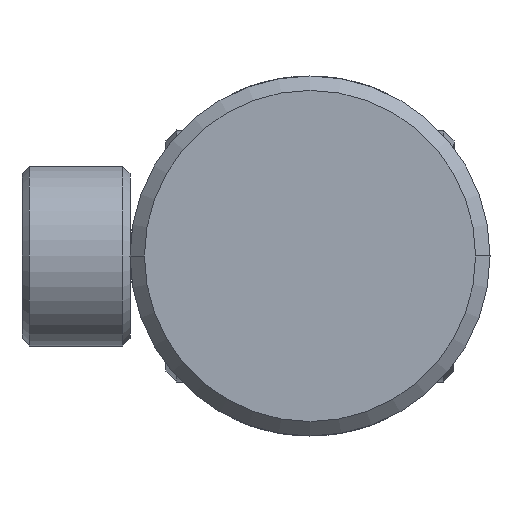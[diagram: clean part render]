
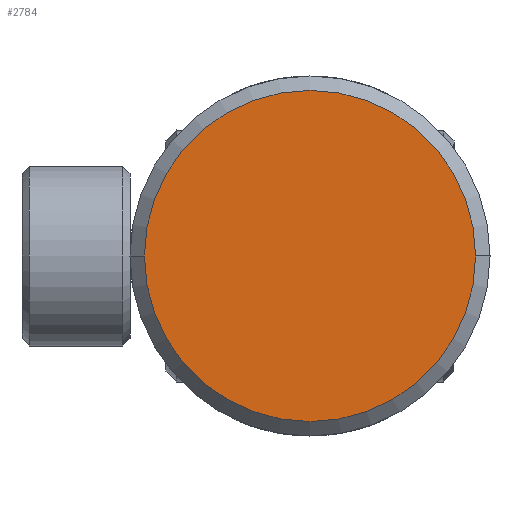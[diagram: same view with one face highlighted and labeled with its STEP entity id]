
A CAD part, left-side view. The second image highlights one B-rep face of the part: STEP entity #2784.
In plain terms, the highlighted planar face has unit normal (-1, 0, 0).
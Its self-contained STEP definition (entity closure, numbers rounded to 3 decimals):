
#58 = ORIENTED_EDGE ( 'NONE', *, *, #355, .F. ) ;
#231 = CARTESIAN_POINT ( 'NONE',  ( 0., 0., 0. ) ) ;
#258 = VERTEX_POINT ( 'NONE', #1700 ) ;
#355 = EDGE_CURVE ( 'NONE', #258, #2891, #3507, .T. ) ;
#522 = PLANE ( 'NONE',  #3909 ) ;
#576 = DIRECTION ( 'NONE',  ( 0., 1., 0. ) ) ;
#846 = CARTESIAN_POINT ( 'NONE',  ( 0., 0., 0. ) ) ;
#853 = DIRECTION ( 'NONE',  ( 0., -1., 0. ) ) ;
#926 = CARTESIAN_POINT ( 'NONE',  ( 0., -23., 0. ) ) ;
#994 = CIRCLE ( 'NONE', #2657, 23. ) ;
#1700 = CARTESIAN_POINT ( 'NONE',  ( 0., 23., 0. ) ) ;
#1771 = FACE_OUTER_BOUND ( 'NONE', #3496, .T. ) ;
#1815 = DIRECTION ( 'NONE',  ( -1., 0., 0. ) ) ;
#1899 = AXIS2_PLACEMENT_3D ( 'NONE', #846, #3129, #2508 ) ;
#1939 = ORIENTED_EDGE ( 'NONE', *, *, #3671, .F. ) ;
#2141 = CARTESIAN_POINT ( 'NONE',  ( 0., 0., 0. ) ) ;
#2508 = DIRECTION ( 'NONE',  ( 0., 1., 0. ) ) ;
#2536 = DIRECTION ( 'NONE',  ( 1., 0., 0. ) ) ;
#2657 = AXIS2_PLACEMENT_3D ( 'NONE', #231, #2536, #576 ) ;
#2784 = ADVANCED_FACE ( 'NONE', ( #1771 ), #522, .T. ) ;
#2891 = VERTEX_POINT ( 'NONE', #926 ) ;
#3129 = DIRECTION ( 'NONE',  ( 1., 0., 0. ) ) ;
#3496 = EDGE_LOOP ( 'NONE', ( #58, #1939 ) ) ;
#3507 = CIRCLE ( 'NONE', #1899, 23. ) ;
#3671 = EDGE_CURVE ( 'NONE', #2891, #258, #994, .T. ) ;
#3909 = AXIS2_PLACEMENT_3D ( 'NONE', #2141, #1815, #853 ) ;
